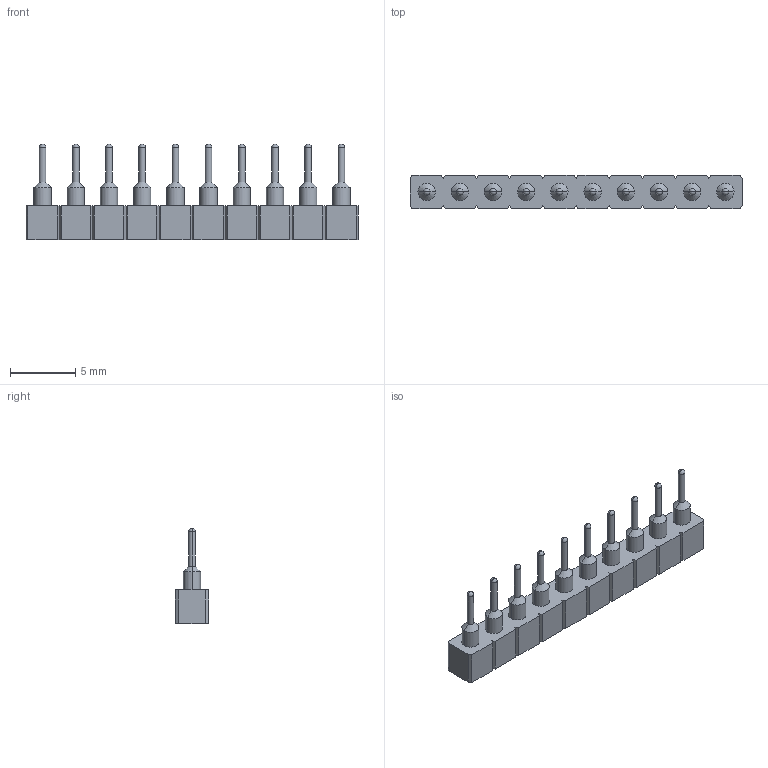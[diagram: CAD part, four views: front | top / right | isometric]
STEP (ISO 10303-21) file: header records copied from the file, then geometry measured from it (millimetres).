
FILE_DESCRIPTION(('STEP AP214'),'1');
FILE_NAME(' ',' ',('TraceParts'),('TraceParts S.A.'),'XStep 1.0',' ',' ');
FILE_SCHEMA(('automotive_design'));
Length unit declared in the file: millimetre
Products named in the file (1): C-1814655-7
Bounding box: 25.4 x 2.54 x 7.3 mm (x, y, z)
Volume: 188.6 mm3; surface area: 409 mm2
Topology: 1 solids, 1 shells, 214 faces, 526 edges, 314 vertices
Faces by surface type: plane 74, cone 60, cylinder 60, sphere 20
Entity records: 6145 total; most frequent: DIRECTION 1136, CARTESIAN_POINT 1035, ORIENTED_EDGE 1012, EDGE_CURVE 506, AXIS2_PLACEMENT_3D 415, VERTEX_POINT 314, LINE 306, VECTOR 306
